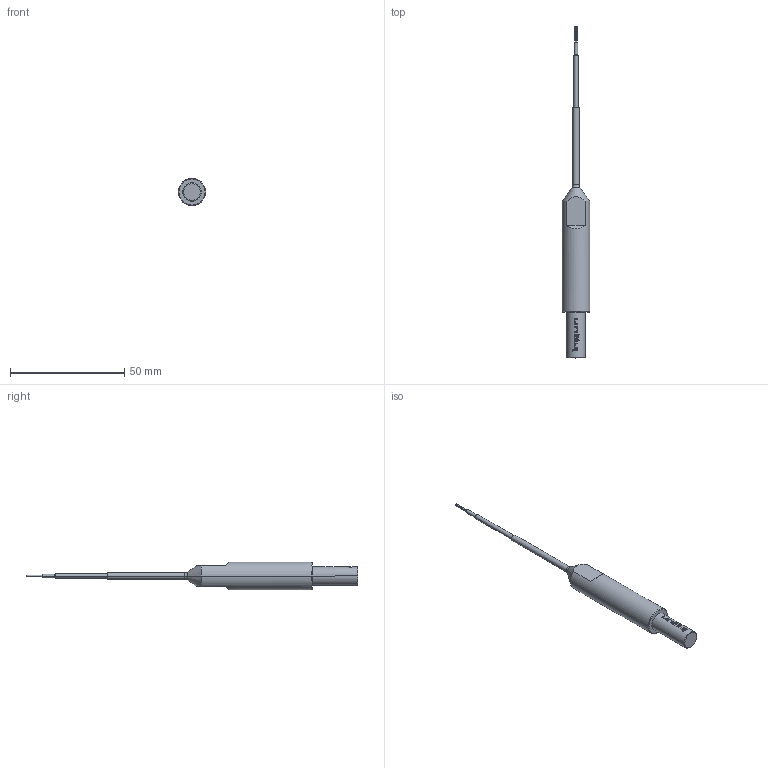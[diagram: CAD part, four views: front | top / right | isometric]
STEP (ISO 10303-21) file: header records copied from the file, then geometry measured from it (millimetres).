
FILE_DESCRIPTION (( 'STEP AP203' ), '1' );
FILE_NAME ('INGUN_SW-KS-VF3.STEP', '2022-05-19T07:38:55', ( 'ochi' ), ( '' ), 'SwSTEP 2.0', 'SolidWorks 2018', '' );
FILE_SCHEMA (( 'CONFIG_CONTROL_DESIGN' ));
Length unit declared in the file: millimetre
Products named in the file (1): INGUN_SW-KS-VF3
Bounding box: 12 x 145 x 12 mm (x, y, z)
Volume: 6879.4 mm3; surface area: 3084.9 mm2
Topology: 1 solids, 1 shells, 109 faces, 276 edges, 178 vertices
Faces by surface type: plane 51, bspline 22, cylinder 19, cone 15, torus 2
Entity records: 3693 total; most frequent: CARTESIAN_POINT 1166, ORIENTED_EDGE 552, DIRECTION 442, EDGE_CURVE 276, VERTEX_POINT 178, AXIS2_PLACEMENT_3D 172, EDGE_LOOP 118, FACE_OUTER_BOUND 109
